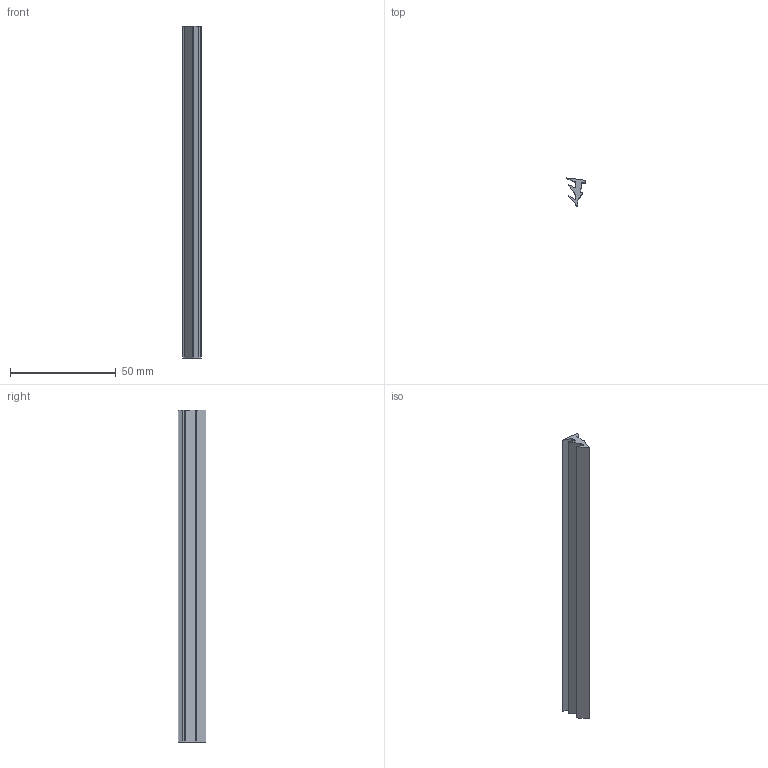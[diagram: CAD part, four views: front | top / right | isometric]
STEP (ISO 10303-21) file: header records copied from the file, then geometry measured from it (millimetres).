
FILE_DESCRIPTION(('STEP AP203'),'2;1');
FILE_NAME('21.070.00G.stp','2011-09-08T18:04:04',(''),(''),'2009.3.110','THINKDESIGN','');
FILE_SCHEMA(('CONFIG_CONTROL_DESIGN'));
Length unit declared in the file: millimetre
Bounding box: 8.76 x 13.03 x 156.66 mm (x, y, z)
Volume: 6459.2 mm3; surface area: 8236 mm2
Topology: 1 solids, 1 shells, 30 faces, 84 edges, 56 vertices
Faces by surface type: cylinder 15, plane 15
Entity records: 1071 total; most frequent: DIRECTION 174, CARTESIAN_POINT 170, ORIENTED_EDGE 168, EDGE_CURVE 84, AXIS2_PLACEMENT_3D 60, VERTEX_POINT 56, VECTOR 54, LINE 54
